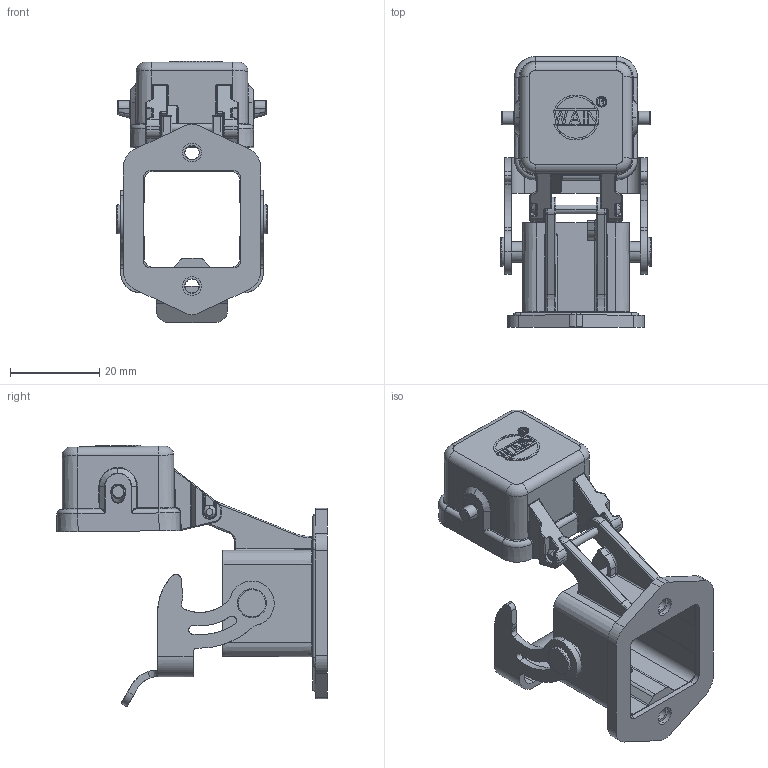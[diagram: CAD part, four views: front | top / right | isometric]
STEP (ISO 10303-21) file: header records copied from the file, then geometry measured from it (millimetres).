
FILE_DESCRIPTION (( 'STEP AP203' ), '1' );
FILE_NAME ('H3A-BK-1L_W-MCV_S.STP', '2017-08-02T12:58:17', ( '微软用户' ), ( '微软中国' ), 'SwSTEP 2.0', 'SolidWorks 2012', '' );
FILE_SCHEMA (( 'CONFIG_CONTROL_DESIGN' ));
Length unit declared in the file: millimetre
Products named in the file (1): H3A-BK-1L_W-MCV_S
Bounding box: 33.9 x 60.73 x 58.72 mm (x, y, z)
Volume: 10493.2 mm3; surface area: 14933 mm2
Topology: 1 solids, 1 shells, 834 faces, 2089 edges, 1269 vertices
Faces by surface type: cylinder 334, plane 257, bspline 126, torus 58, cone 38, sphere 21
Entity records: 32196 total; most frequent: CARTESIAN_POINT 13949, ORIENTED_EDGE 4110, DIRECTION 3287, EDGE_CURVE 2055, VERTEX_POINT 1253, AXIS2_PLACEMENT_3D 1165, LINE 957, VECTOR 957
